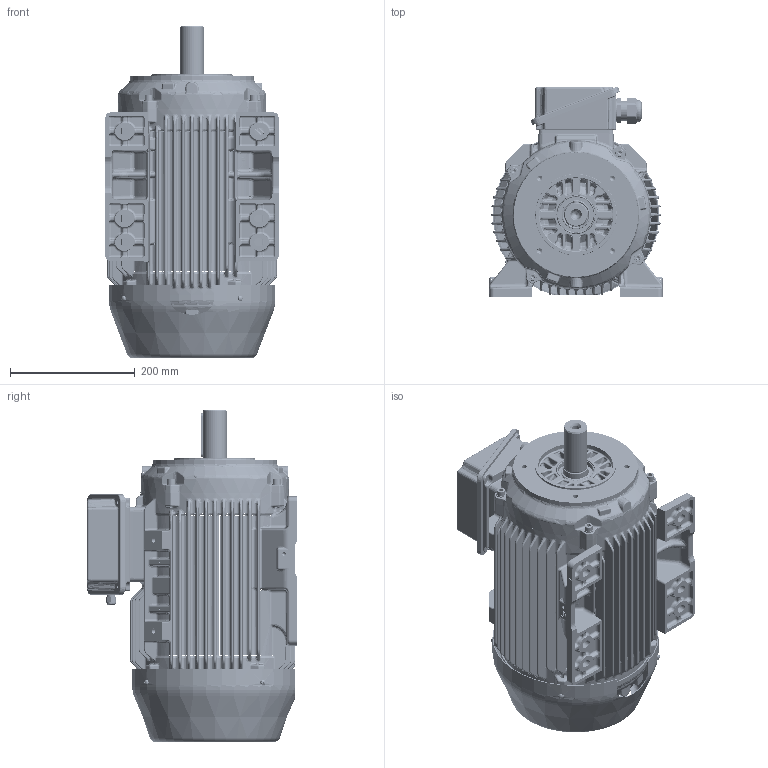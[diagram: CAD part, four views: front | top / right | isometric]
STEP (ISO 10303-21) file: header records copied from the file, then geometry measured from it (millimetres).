
FILE_DESCRIPTION(/* description */ (''),/* implementation_level */ '2;1');
FILE_NAME(/* name */ '6521682xx.stp',/* time_stamp */ '2021-03-30T11:32:07+03:00',/* author */ (''),/* organization */ (''),/* preprocessor_version */ 'ST-DEVELOPER v16',/* originating_system */ 'SIEMENS PLM Software NX 11.0',/* authorisation */ '');
FILE_SCHEMA (('AUTOMOTIVE_DESIGN { 1 0 10303 214 3 1 1 1 }'));
Products named in the file (1): 26000A30F4D8rono
Bounding box: 279.6 x 337.41 x 533 mm (x, y, z)
Surface area: 1171015.7 mm2 (no closed solid volume)
Topology: 0 solids, 80 shells, 6111 faces, 17882 edges, 11126 vertices
Faces by surface type: bspline 2284, cylinder 1706, plane 1123, torus 473, cone 358, sphere 162, extrusion 5
Full cylindrical faces by diameter (mm): 2.5 x2, 4.2 x3, 5 x2, 5.5 x8, 6.8 x8, 8 x8, 8.5 x8, 8.65 x8, 10.3 x1, 13 x1, 13.2 x1, 15 x1, 19 x2, 21 x2, 31.25 x2, 34.2 x1, 34.5 x2, 36 x2, 37.4 x1, 38 x1, 39.98 x1, 58.4 x2, 58.6 x1, 130 x1, 168 x1, 239 x1
Entity records: 277662 total; most frequent: CARTESIAN_POINT 134875, ORIENTED_EDGE 30743, DIRECTION 26180, EDGE_CURVE 17449, VERTEX_POINT 11073, AXIS2_PLACEMENT_3D 10783, EDGE_LOOP 6789, ADVANCED_FACE 6110
